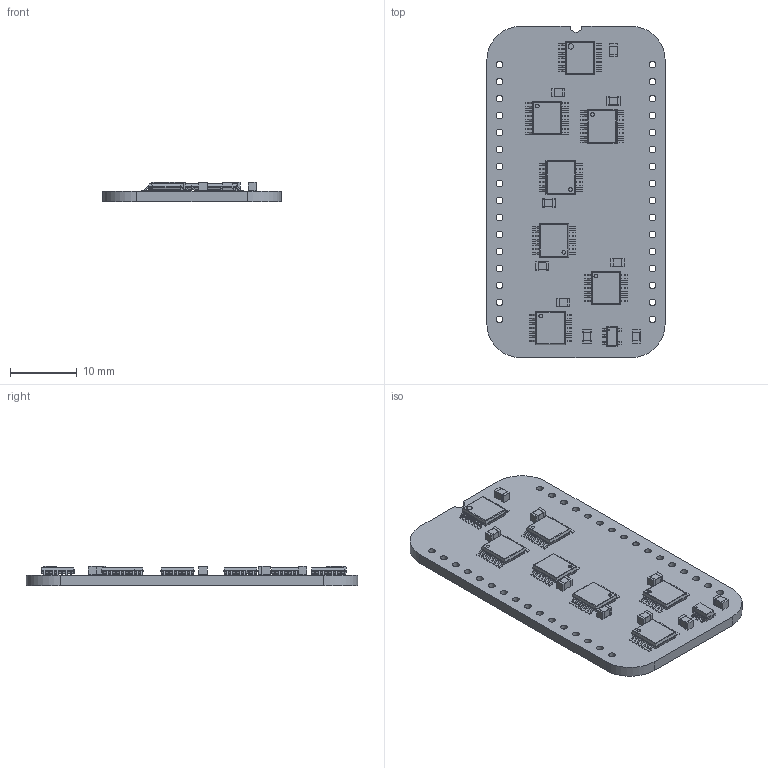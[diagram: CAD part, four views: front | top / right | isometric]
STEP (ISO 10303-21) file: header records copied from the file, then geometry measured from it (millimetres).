
FILE_DESCRIPTION(('KiCad electronic assembly'),'2;1');
FILE_NAME('SD Card Read Signals.step','2024-07-03T10:05:59',('Pcbnew'),( 'Kicad'),'Open CASCADE STEP processor 7.8','KiCad to STEP converter' ,'Unknown');
FILE_SCHEMA(('AUTOMOTIVE_DESIGN { 1 0 10303 214 1 1 1 1 }'));
Length unit declared in the file: millimetre
Products named in the file (12): SD Card Read Signals 1; C_0805_2012Metric; AP7365-33WG-7; ASSEMBLY; MC74VHC139DR2G; 74LVC74APW,118; SN74AHCT02PWR; PW0014A_ASM; SD Card Read Signals_PCB
Assembly tree (23 placements, depth 3):
  SD Card Read Signals 1
    C_0805_2012Metric  x9
      C_0805_2012Metric
    AP7365-33WG-7
      ASSEMBLY
    MC74VHC139DR2G  x2
      ASSEMBLY
    74LVC74APW,118  x4
      ASSEMBLY
    SN74AHCT02PWR
      PW0014A_ASM
    SD Card Read Signals_PCB
Bounding box: 26.67 x 49.53 x 2.95 mm (x, y, z)
Volume: 2219.5 mm3; surface area: 3590.1 mm2
Topology: 125 solids, 125 shells, 1914 faces, 4778 edges, 3140 vertices
Faces by surface type: plane 1341, cylinder 565, sphere 8
Full cylindrical faces by diameter (mm): 0.2 x1, 0.55 x6, 1 x32
Entity records: 25651 total; most frequent: CARTESIAN_POINT 4452, DIRECTION 4282, ORIENTED_EDGE 4200, EDGE_CURVE 2100, LINE 1598, VECTOR 1598, VERTEX_POINT 1376, AXIS2_PLACEMENT_3D 1342
